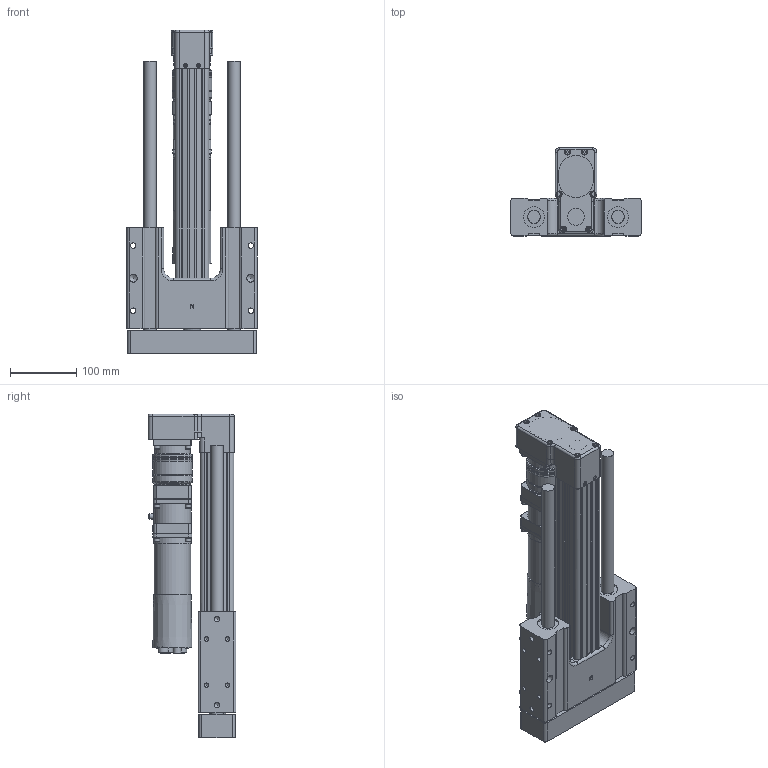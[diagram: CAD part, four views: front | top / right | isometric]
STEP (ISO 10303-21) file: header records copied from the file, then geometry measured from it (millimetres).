
FILE_DESCRIPTION (( 'STEP AP203' ), '1' );
FILE_NAME ('GS-489517-1.step', '2025-05-29T20:02:50', ( '' ), ( '' ), 'SwSTEP 2.0', 'SolidWorks 2024', '' );
FILE_SCHEMA (( 'CONFIG_CONTROL_DESIGN' ));
Length unit declared in the file: inch
Products named in the file (8): temp0_22241064_GS-489517-1_DEFAULT WEB; temp4_32241014_GS-489517-1; 36049455_GS-489517-1; temp5_32241014_GS-489517-1; tempJoin2_32249806_GS-489517-1; tempJoin3_83169035_GS-489517-1; GS-489517-1; Base_GS-489517-1
Assembly tree (7 placements, depth 2):
  GS-489517-1
    36049455_GS-489517-1
    tempJoin2_32249806_GS-489517-1
    temp4_32241014_GS-489517-1
    temp5_32241014_GS-489517-1
    temp0_22241064_GS-489517-1_DEFAULT WEB
    tempJoin3_83169035_GS-489517-1
    Base_GS-489517-1
Bounding box: 196.85 x 132.84 x 489.56 mm (x, y, z)
Volume: 3298553.6 mm3; surface area: 586451.5 mm2
Topology: 16 solids, 38 shells, 1436 faces, 3384 edges, 2190 vertices
Faces by surface type: plane 783, cylinder 463, cone 142, torus 39, bspline 9
Full cylindrical faces by diameter (mm): 0.7 x17, 0.75 x4, 1 x5, 1.2 x8, 2.013 x2, 2.459 x1, 3.1 x5, 3.4 x1, 3.967 x1, 4.134 x4, 4.2 x12, 4.3 x2, 4.5 x2, 4.826 x1, 5 x12, 5.001 x2, 5.2 x11, 5.5 x4, 5.6 x1, 6 x1, 6.25 x2, 6.35 x4, 6.7 x1, 6.756 x4, 6.8 x8, 7.4 x1, 7.925 x1, 8 x3, 8.014 x2, 8.1 x1
Entity records: 42129 total; most frequent: CARTESIAN_POINT 9920, DIRECTION 6652, ORIENTED_EDGE 5738, EDGE_CURVE 2869, AXIS2_PLACEMENT_3D 2558, EDGE_LOOP 2077, VERTEX_POINT 2054, FACE_OUTER_BOUND 1711
